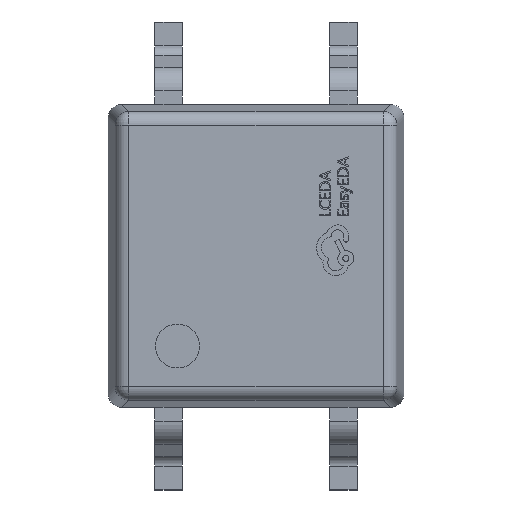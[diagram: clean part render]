
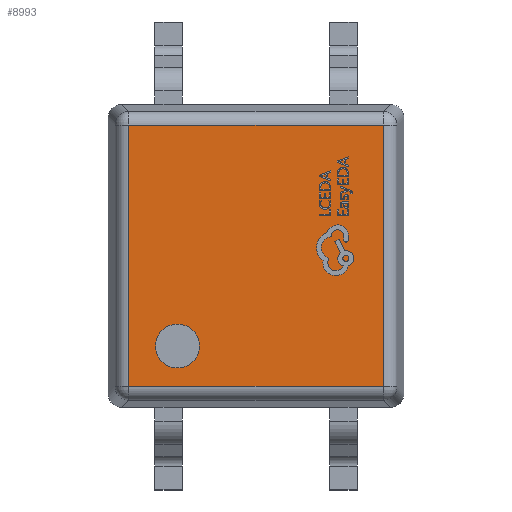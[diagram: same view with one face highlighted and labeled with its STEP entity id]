
A CAD part, top view. The second image highlights one B-rep face of the part: STEP entity #8993.
In plain terms, the highlighted planar face has unit normal (0, 0, 1).
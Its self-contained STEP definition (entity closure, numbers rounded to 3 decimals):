
#248 = VERTEX_POINT ( 'NONE', #17203 ) ;
#318 = VERTEX_POINT ( 'NONE', #4803 ) ;
#1089 = PLANE ( 'NONE',  #16282 ) ;
#1261 = VECTOR ( 'NONE', #16665, 1000. ) ;
#2258 = VERTEX_POINT ( 'NONE', #12592 ) ;
#2863 = LINE ( 'NONE', #12095, #10360 ) ;
#3110 = ORIENTED_EDGE ( 'NONE', *, *, #13777, .F. ) ;
#3164 = CARTESIAN_POINT ( 'NONE',  ( -1.85, 0., 2.1 ) ) ;
#3571 = CARTESIAN_POINT ( 'NONE',  ( -1.141, -1.312, 2.1 ) ) ;
#3684 = AXIS2_PLACEMENT_3D ( 'NONE', #16507, #16398, #11776 ) ;
#4344 = EDGE_CURVE ( 'NONE', #6348, #318, #13183, .T. ) ;
#4728 = DIRECTION ( 'NONE',  ( 1., 0., 0. ) ) ;
#4803 = CARTESIAN_POINT ( 'NONE',  ( -1.85, -1.9, 2.1 ) ) ;
#4989 = EDGE_CURVE ( 'NONE', #15503, #248, #7722, .T. ) ;
#5280 = FACE_OUTER_BOUND ( 'NONE', #18883, .T. ) ;
#5984 = VECTOR ( 'NONE', #11859, 1000. ) ;
#6348 = VERTEX_POINT ( 'NONE', #14719 ) ;
#7304 = LINE ( 'NONE', #13309, #5984 ) ;
#7722 = CIRCLE ( 'NONE', #3684, 0.319 ) ;
#8993 = ADVANCED_FACE ( 'NONE', ( #12651, #5280 ), #1089, .T. ) ;
#9665 = LINE ( 'NONE', #14922, #1261 ) ;
#10352 = AXIS2_PLACEMENT_3D ( 'NONE', #3571, #10873, #4728 ) ;
#10360 = VECTOR ( 'NONE', #13470, 1000. ) ;
#10806 = EDGE_CURVE ( 'NONE', #18291, #2258, #2863, .T. ) ;
#10862 = ORIENTED_EDGE ( 'NONE', *, *, #4344, .T. ) ;
#10873 = DIRECTION ( 'NONE',  ( 0., 0., 1. ) ) ;
#11127 = DIRECTION ( 'NONE',  ( 1., 0., 0. ) ) ;
#11776 = DIRECTION ( 'NONE',  ( 1., 0., 0. ) ) ;
#11859 = DIRECTION ( 'NONE',  ( 1., 0., 0. ) ) ;
#12095 = CARTESIAN_POINT ( 'NONE',  ( 1.85, 0., 2.1 ) ) ;
#12592 = CARTESIAN_POINT ( 'NONE',  ( 1.85, 1.9, 2.1 ) ) ;
#12651 = FACE_BOUND ( 'NONE', #16420, .T. ) ;
#12874 = ORIENTED_EDGE ( 'NONE', *, *, #10806, .T. ) ;
#12878 = ORIENTED_EDGE ( 'NONE', *, *, #15576, .T. ) ;
#13183 = LINE ( 'NONE', #3164, #15138 ) ;
#13309 = CARTESIAN_POINT ( 'NONE',  ( 0., -1.9, 2.1 ) ) ;
#13470 = DIRECTION ( 'NONE',  ( 0., 1., 0. ) ) ;
#13777 = EDGE_CURVE ( 'NONE', #248, #15503, #14957, .T. ) ;
#13789 = CARTESIAN_POINT ( 'NONE',  ( -0.822, -1.312, 2.1 ) ) ;
#14719 = CARTESIAN_POINT ( 'NONE',  ( -1.85, 1.9, 2.1 ) ) ;
#14922 = CARTESIAN_POINT ( 'NONE',  ( 0., 1.9, 2.1 ) ) ;
#14957 = CIRCLE ( 'NONE', #10352, 0.319 ) ;
#15000 = CARTESIAN_POINT ( 'NONE',  ( 1.85, -1.9, 2.1 ) ) ;
#15138 = VECTOR ( 'NONE', #17792, 1000. ) ;
#15437 = ORIENTED_EDGE ( 'NONE', *, *, #4989, .F. ) ;
#15447 = CARTESIAN_POINT ( 'NONE',  ( 0., 0., 2.1 ) ) ;
#15503 = VERTEX_POINT ( 'NONE', #13789 ) ;
#15576 = EDGE_CURVE ( 'NONE', #2258, #6348, #9665, .T. ) ;
#16222 = ORIENTED_EDGE ( 'NONE', *, *, #16813, .T. ) ;
#16282 = AXIS2_PLACEMENT_3D ( 'NONE', #15447, #18442, #11127 ) ;
#16398 = DIRECTION ( 'NONE',  ( 0., 0., 1. ) ) ;
#16420 = EDGE_LOOP ( 'NONE', ( #15437, #3110 ) ) ;
#16507 = CARTESIAN_POINT ( 'NONE',  ( -1.141, -1.312, 2.1 ) ) ;
#16665 = DIRECTION ( 'NONE',  ( -1., 0., 0. ) ) ;
#16813 = EDGE_CURVE ( 'NONE', #318, #18291, #7304, .T. ) ;
#17203 = CARTESIAN_POINT ( 'NONE',  ( -1.46, -1.312, 2.1 ) ) ;
#17792 = DIRECTION ( 'NONE',  ( 0., -1., 0. ) ) ;
#18291 = VERTEX_POINT ( 'NONE', #15000 ) ;
#18442 = DIRECTION ( 'NONE',  ( 0., 0., 1. ) ) ;
#18883 = EDGE_LOOP ( 'NONE', ( #12874, #12878, #10862, #16222 ) ) ;
